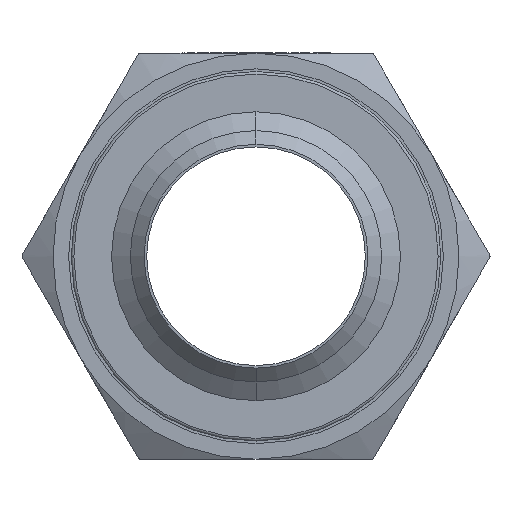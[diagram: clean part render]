
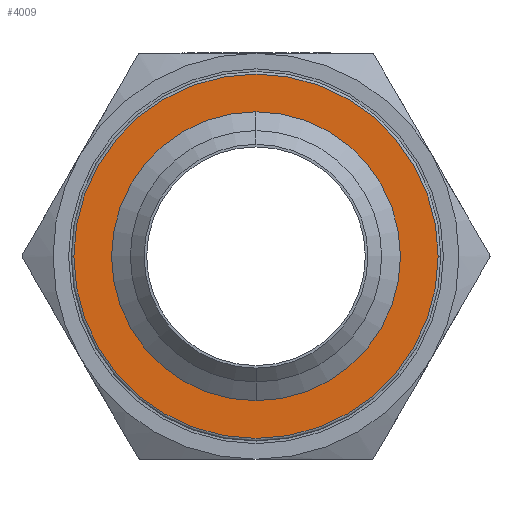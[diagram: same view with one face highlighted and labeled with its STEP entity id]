
A CAD part, left-side view. The second image highlights one B-rep face of the part: STEP entity #4009.
In plain terms, the highlighted planar face has unit normal (-1, 0, 0).
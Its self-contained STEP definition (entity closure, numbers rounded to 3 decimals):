
#535 = CARTESIAN_POINT ( 'NONE',  ( -11.95, 35., 0. ) ) ;
#867 = DIRECTION ( 'NONE',  ( -1., 0., 0. ) ) ;
#1009 = DIRECTION ( 'NONE',  ( 1., 0., 0. ) ) ;
#1113 = EDGE_CURVE ( 'NONE', #9564, #6529, #5078, .T. ) ;
#1543 = AXIS2_PLACEMENT_3D ( 'NONE', #8392, #4409, #8451 ) ;
#2009 = FACE_OUTER_BOUND ( 'NONE', #11326, .T. ) ;
#2729 = AXIS2_PLACEMENT_3D ( 'NONE', #8437, #11572, #7395 ) ;
#3098 = DIRECTION ( 'NONE',  ( 0., 0., 1. ) ) ;
#3104 = DIRECTION ( 'NONE',  ( 0., 1., 0. ) ) ;
#3186 = CIRCLE ( 'NONE', #2729, 35. ) ;
#3575 = EDGE_CURVE ( 'NONE', #7933, #10626, #5602, .T. ) ;
#3756 = ORIENTED_EDGE ( 'NONE', *, *, #4353, .F. ) ;
#3779 = ORIENTED_EDGE ( 'NONE', *, *, #6947, .F. ) ;
#4009 = ADVANCED_FACE ( 'NONE', ( #7217, #2009 ), #6309, .F. ) ;
#4353 = EDGE_CURVE ( 'NONE', #6529, #9564, #6594, .T. ) ;
#4409 = DIRECTION ( 'NONE',  ( 1., 0., 0. ) ) ;
#4891 = DIRECTION ( 'NONE',  ( 0., 0., 1. ) ) ;
#5078 = CIRCLE ( 'NONE', #13500, 27.75 ) ;
#5564 = AXIS2_PLACEMENT_3D ( 'NONE', #10753, #11005, #4891 ) ;
#5602 = CIRCLE ( 'NONE', #1543, 35. ) ;
#6196 = EDGE_LOOP ( 'NONE', ( #6735, #3756 ) ) ;
#6309 = PLANE ( 'NONE',  #11867 ) ;
#6529 = VERTEX_POINT ( 'NONE', #9000 ) ;
#6594 = CIRCLE ( 'NONE', #5564, 27.75 ) ;
#6735 = ORIENTED_EDGE ( 'NONE', *, *, #1113, .F. ) ;
#6947 = EDGE_CURVE ( 'NONE', #10626, #7933, #3186, .T. ) ;
#7217 = FACE_BOUND ( 'NONE', #6196, .T. ) ;
#7395 = DIRECTION ( 'NONE',  ( 0., 0., -1. ) ) ;
#7442 = CARTESIAN_POINT ( 'NONE',  ( -11.95, 0., 27.75 ) ) ;
#7879 = ORIENTED_EDGE ( 'NONE', *, *, #3575, .F. ) ;
#7933 = VERTEX_POINT ( 'NONE', #535 ) ;
#8380 = CARTESIAN_POINT ( 'NONE',  ( -11.95, 0., 35.5 ) ) ;
#8392 = CARTESIAN_POINT ( 'NONE',  ( -11.95, 0., 0. ) ) ;
#8437 = CARTESIAN_POINT ( 'NONE',  ( -11.95, 0., 0. ) ) ;
#8451 = DIRECTION ( 'NONE',  ( 0., 0., -1. ) ) ;
#9000 = CARTESIAN_POINT ( 'NONE',  ( -11.95, 0., -27.75 ) ) ;
#9564 = VERTEX_POINT ( 'NONE', #7442 ) ;
#10626 = VERTEX_POINT ( 'NONE', #13496 ) ;
#10753 = CARTESIAN_POINT ( 'NONE',  ( -11.95, 0., 0. ) ) ;
#11005 = DIRECTION ( 'NONE',  ( -1., 0., 0. ) ) ;
#11326 = EDGE_LOOP ( 'NONE', ( #3779, #7879 ) ) ;
#11572 = DIRECTION ( 'NONE',  ( 1., 0., 0. ) ) ;
#11867 = AXIS2_PLACEMENT_3D ( 'NONE', #8380, #1009, #3104 ) ;
#12472 = CARTESIAN_POINT ( 'NONE',  ( -11.95, 0., 0. ) ) ;
#13496 = CARTESIAN_POINT ( 'NONE',  ( -11.95, -35., 0. ) ) ;
#13500 = AXIS2_PLACEMENT_3D ( 'NONE', #12472, #867, #3098 ) ;
